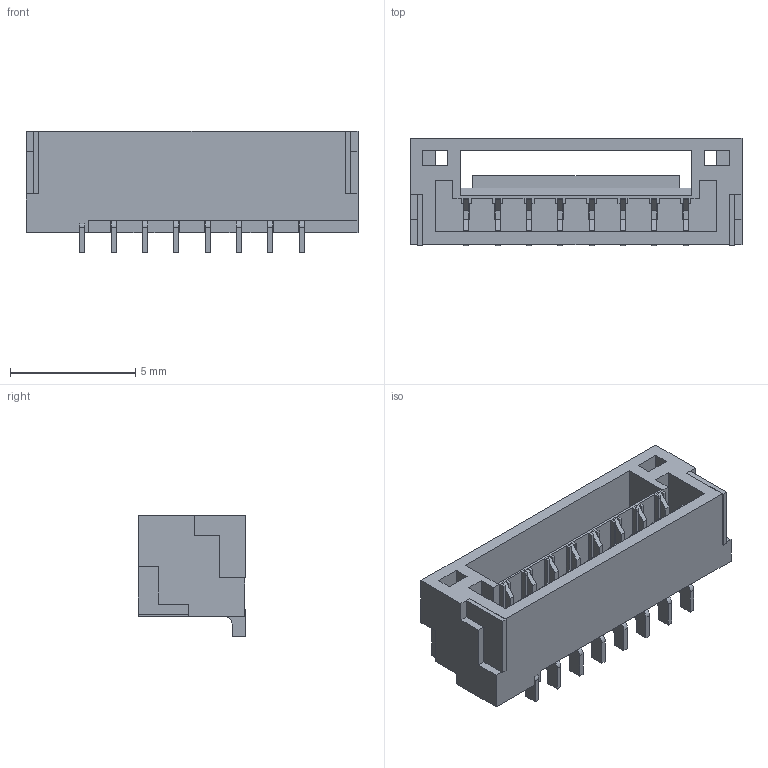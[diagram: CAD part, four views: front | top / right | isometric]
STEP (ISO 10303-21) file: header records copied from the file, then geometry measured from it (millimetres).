
FILE_DESCRIPTION((' '),'2;1');
FILE_NAME( 'SM08B-GHS-TB.stp', '2018-03-28T22:38:44', (' '), ('--- Datakit www.datakit.com---'), ' Datakit CrossCadWare V2017.1 Dec 27 2016', 'DATAKIT 2018 (c)', ' ');
FILE_SCHEMA(('AP203_CONFIGURATION_CONTROLLED_3D_DESIGN_OF_MECHANICAL_PARTS_AND_ASSEMBLIES_MIM_LF { 1 0 10303 403 2 1 2}'));
Length unit declared in the file: millimetre
Products named in the file (1): SM08B-GHS-TB
Bounding box: 13.25 x 4.3 x 4.85 mm (x, y, z)
Volume: 111.6 mm3; surface area: 587.8 mm2
Topology: 11 solids, 11 shells, 338 faces, 973 edges, 644 vertices
Faces by surface type: plane 322, cylinder 16
Entity records: 11008 total; most frequent: CARTESIAN_POINT 1956, ORIENTED_EDGE 1946, DIRECTION 1683, EDGE_CURVE 973, VECTOR 941, LINE 941, VERTEX_POINT 644, AXIS2_PLACEMENT_3D 371
